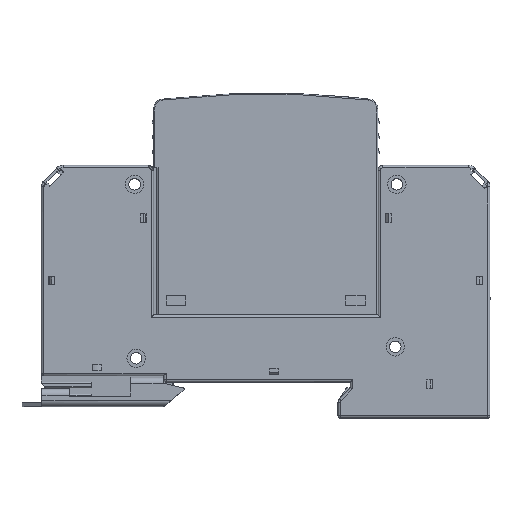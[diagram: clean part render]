
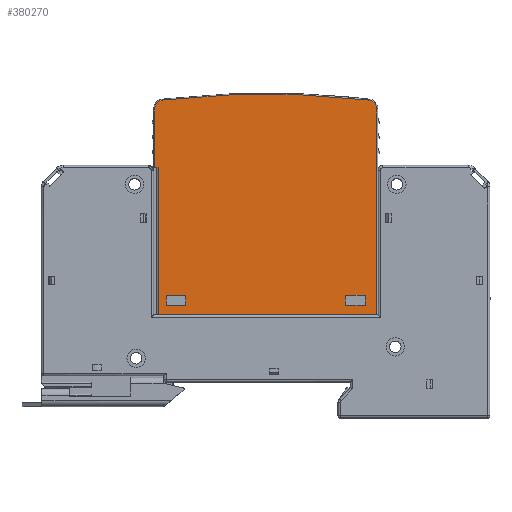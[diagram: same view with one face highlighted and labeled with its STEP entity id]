
A CAD part, top view. The second image highlights one B-rep face of the part: STEP entity #380270.
In plain terms, the highlighted planar face has unit normal (0, 0, 1).
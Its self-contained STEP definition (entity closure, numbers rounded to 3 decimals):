
#345850=CARTESIAN_POINT('',(-21.6,13.5,8.9));
#345860=VERTEX_POINT('',#345850);
#345890=CARTESIAN_POINT('',(22.3,13.5,8.9));
#345900=DIRECTION('',(-1.,0.,0.));
#345910=VECTOR('',#345900,1.);
#345920=LINE('',#345890,#345910);
#345930=CARTESIAN_POINT('',(22.3,13.5,8.9));
#345940=VERTEX_POINT('',#345930);
#345950=EDGE_CURVE('',#345940,#345860,#345920,.T.);
#349080=CARTESIAN_POINT('',(-22.3,54.816,
8.9));
#349090=VERTEX_POINT('',#349080);
#349120=CARTESIAN_POINT('',(-22.3,54.816,8.9));
#349130=DIRECTION('',(0.,-1.,0.));
#349140=VECTOR('',#349130,1.);
#349150=LINE('',#349120,#349140);
#349160=CARTESIAN_POINT('',(-22.3,43.,8.9));
#349170=VERTEX_POINT('',#349160);
#349180=EDGE_CURVE('',#349090,#349170,#349150,.T.);
#349410=CARTESIAN_POINT('',(-20.707,56.604,
8.9));
#349420=VERTEX_POINT('',#349410);
#349470=CARTESIAN_POINT('',(-20.5,54.816,8.9));
#349480=DIRECTION('',(0.,0.,-1.));
#349490=DIRECTION('',(-1.,0.,
0.));
#349500=AXIS2_PLACEMENT_3D('',#349470,#349480,#349490);
#349510=CIRCLE('',#349500,1.8);
#349520=EDGE_CURVE('',#349090,#349420,#349510,.T.);
#349750=CARTESIAN_POINT('',(20.707,56.604,
8.9));
#349760=VERTEX_POINT('',#349750);
#349810=CARTESIAN_POINT('',(0.,-122.,8.9)
);
#349820=DIRECTION('',(0.,0.,-1.));
#349830=DIRECTION('',(-0.115,0.993,
0.));
#349840=AXIS2_PLACEMENT_3D('',#349810,#349820,#349830);
#349850=CIRCLE('',#349840,179.8);
#349860=EDGE_CURVE('',#349420,#349760,#349850,.T.);
#376010=CARTESIAN_POINT('',(22.3,54.816,
8.9));
#376020=VERTEX_POINT('',#376010);
#376050=CARTESIAN_POINT('',(20.5,54.816,8.9));
#376060=DIRECTION('',(0.,0.,-1.));
#376070=DIRECTION('',(0.115,0.993,
0.));
#376080=AXIS2_PLACEMENT_3D('',#376050,#376060,#376070);
#376090=CIRCLE('',#376080,1.8);
#376100=EDGE_CURVE('',#349760,#376020,#376090,.T.);
#379110=CARTESIAN_POINT('',(-21.6,43.,8.9));
#379120=VERTEX_POINT('',#379110);
#379170=CARTESIAN_POINT('',(-21.6,43.,8.9));
#379180=DIRECTION('',(0.,-1.,0.));
#379190=VECTOR('',#379180,1.);
#379200=LINE('',#379170,#379190);
#379210=EDGE_CURVE('',#379120,#345860,#379200,.T.);
#379340=CARTESIAN_POINT('',(-22.5,13.5,8.9));
#379350=DIRECTION('',(0.,-0.,1.));
#379360=DIRECTION('',(1.,0.,0.));
#379370=AXIS2_PLACEMENT_3D('',#379340,#379350,#379360);
#379380=PLANE('',#379370);
#379390=ORIENTED_EDGE('',*,*,#345950,.F.);
#379400=ORIENTED_EDGE('',*,*,#379210,.T.);
#379410=CARTESIAN_POINT('',(-21.6,43.,8.9));
#379420=DIRECTION('',(-1.,0.,0.));
#379430=VECTOR('',#379420,1.);
#379440=LINE('',#379410,#379430);
#379450=EDGE_CURVE('',#379120,#349170,#379440,.T.);
#379460=ORIENTED_EDGE('',*,*,#379450,.F.);
#379470=ORIENTED_EDGE('',*,*,#349180,.T.);
#379480=ORIENTED_EDGE('',*,*,#349520,.F.);
#379490=ORIENTED_EDGE('',*,*,#349860,.F.);
#379500=ORIENTED_EDGE('',*,*,#376100,.F.);
#379510=CARTESIAN_POINT('',(22.3,13.5,8.9));
#379520=DIRECTION('',(0.,1.,0.));
#379530=VECTOR('',#379520,1.);
#379540=LINE('',#379510,#379530);
#379550=EDGE_CURVE('',#345940,#376020,#379540,.T.);
#379560=ORIENTED_EDGE('',*,*,#379550,.T.);
#379570=EDGE_LOOP('',(#379560,#379500,#379490,#379480,#379470,#379460,
#379400,#379390));
#379580=FACE_OUTER_BOUND('',#379570,.T.);
#379590=CARTESIAN_POINT('',(-16.,17.4,8.9));
#379600=DIRECTION('',(-1.,0.,0.));
#379610=VECTOR('',#379600,1.);
#379620=LINE('',#379590,#379610);
#379630=CARTESIAN_POINT('',(-16.,17.4,8.9));
#379640=VERTEX_POINT('',#379630);
#379650=CARTESIAN_POINT('',(-20.,17.4,8.9));
#379660=VERTEX_POINT('',#379650);
#379670=EDGE_CURVE('',#379640,#379660,#379620,.T.);
#379680=ORIENTED_EDGE('',*,*,#379670,.F.);
#379690=CARTESIAN_POINT('',(-20.,17.4,8.9));
#379700=DIRECTION('',(0.,-1.,0.));
#379710=VECTOR('',#379700,1.);
#379720=LINE('',#379690,#379710);
#379730=CARTESIAN_POINT('',(-20.,15.4,8.9));
#379740=VERTEX_POINT('',#379730);
#379750=EDGE_CURVE('',#379660,#379740,#379720,.T.);
#379760=ORIENTED_EDGE('',*,*,#379750,.F.);
#379770=CARTESIAN_POINT('',(-20.,15.4,8.9));
#379780=DIRECTION('',(1.,0.,0.));
#379790=VECTOR('',#379780,1.);
#379800=LINE('',#379770,#379790);
#379810=CARTESIAN_POINT('',(-16.,15.4,8.9));
#379820=VERTEX_POINT('',#379810);
#379830=EDGE_CURVE('',#379740,#379820,#379800,.T.);
#379840=ORIENTED_EDGE('',*,*,#379830,.F.);
#379850=CARTESIAN_POINT('',(-16.,15.4,8.9));
#379860=DIRECTION('',(0.,1.,0.));
#379870=VECTOR('',#379860,1.);
#379880=LINE('',#379850,#379870);
#379890=EDGE_CURVE('',#379820,#379640,#379880,.T.);
#379900=ORIENTED_EDGE('',*,*,#379890,.F.);
#379910=EDGE_LOOP('',(#379900,#379840,#379760,#379680));
#379920=FACE_BOUND('',#379910,.T.);
#379930=CARTESIAN_POINT('',(20.,17.4,8.9));
#379940=DIRECTION('',(-1.,0.,0.));
#379950=VECTOR('',#379940,1.);
#379960=LINE('',#379930,#379950);
#379970=CARTESIAN_POINT('',(20.,17.4,8.9));
#379980=VERTEX_POINT('',#379970);
#379990=CARTESIAN_POINT('',(16.,17.4,8.9));
#380000=VERTEX_POINT('',#379990);
#380010=EDGE_CURVE('',#379980,#380000,#379960,.T.);
#380020=ORIENTED_EDGE('',*,*,#380010,.F.);
#380030=CARTESIAN_POINT('',(16.,17.4,8.9));
#380040=DIRECTION('',(0.,-1.,0.));
#380050=VECTOR('',#380040,1.);
#380060=LINE('',#380030,#380050);
#380070=CARTESIAN_POINT('',(16.,15.4,8.9));
#380080=VERTEX_POINT('',#380070);
#380090=EDGE_CURVE('',#380000,#380080,#380060,.T.);
#380100=ORIENTED_EDGE('',*,*,#380090,.F.);
#380110=CARTESIAN_POINT('',(16.,15.4,8.9));
#380120=DIRECTION('',(1.,0.,0.));
#380130=VECTOR('',#380120,1.);
#380140=LINE('',#380110,#380130);
#380150=CARTESIAN_POINT('',(20.,15.4,8.9));
#380160=VERTEX_POINT('',#380150);
#380170=EDGE_CURVE('',#380080,#380160,#380140,.T.);
#380180=ORIENTED_EDGE('',*,*,#380170,.F.);
#380190=CARTESIAN_POINT('',(20.,15.4,8.9));
#380200=DIRECTION('',(0.,1.,0.));
#380210=VECTOR('',#380200,1.);
#380220=LINE('',#380190,#380210);
#380230=EDGE_CURVE('',#380160,#379980,#380220,.T.);
#380240=ORIENTED_EDGE('',*,*,#380230,.F.);
#380250=EDGE_LOOP('',(#380240,#380180,#380100,#380020));
#380260=FACE_BOUND('',#380250,.T.);
#380270=ADVANCED_FACE('',(#379580,#379920,#380260),#379380,.T.);
